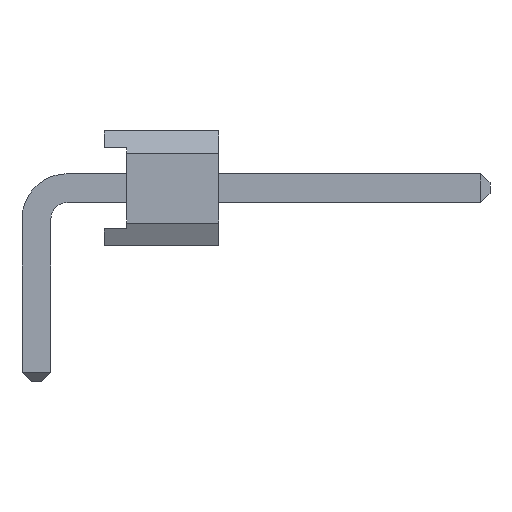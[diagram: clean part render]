
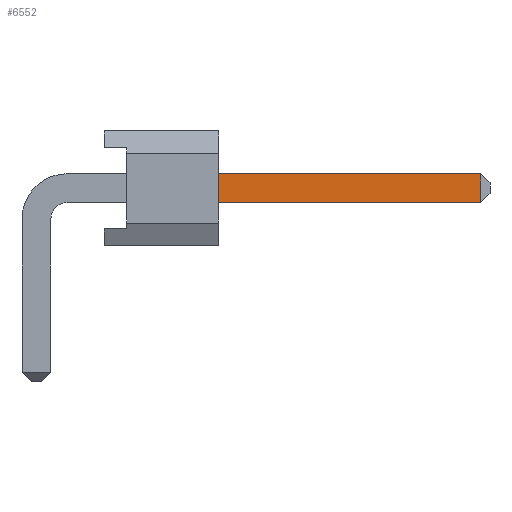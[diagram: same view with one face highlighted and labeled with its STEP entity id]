
A CAD part, front view. The second image highlights one B-rep face of the part: STEP entity #6552.
In plain terms, the highlighted face is planar.
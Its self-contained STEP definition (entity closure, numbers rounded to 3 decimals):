
#1140=ORIENTED_EDGE('',*,*,#1945,.T.);
#1141=ORIENTED_EDGE('',*,*,#1901,.F.);
#1142=ORIENTED_EDGE('',*,*,#1942,.T.);
#1143=ORIENTED_EDGE('',*,*,#1935,.T.);
#1901=EDGE_CURVE('',#2385,#2382,#2951,.T.);
#1935=EDGE_CURVE('',#2419,#2418,#2985,.T.);
#1942=EDGE_CURVE('',#2385,#2419,#2992,.T.);
#1945=EDGE_CURVE('',#2418,#2382,#2995,.T.);
#2382=VERTEX_POINT('',#9150);
#2385=VERTEX_POINT('',#9155);
#2418=VERTEX_POINT('',#9224);
#2419=VERTEX_POINT('',#9226);
#2951=LINE('',#9156,#3581);
#2985=LINE('',#9225,#3615);
#2992=LINE('',#9239,#3622);
#2995=LINE('',#9243,#3625);
#3581=VECTOR('',#7831,1000.);
#3615=VECTOR('',#7869,1000.);
#3622=VECTOR('',#7884,1000.);
#3625=VECTOR('',#7889,1000.);
#3950=EDGE_LOOP('',(#1140,#1141,#1142,#1143));
#4226=FACE_BOUND('',#3950,.T.);
#4470=PLANE('',#6851);
#6552=ADVANCED_FACE('',(#4226),#4470,.F.);
#6851=AXIS2_PLACEMENT_3D('',#9245,#7892,#7893);
#7831=DIRECTION('',(0.,-1.,0.));
#7869=DIRECTION('',(0.,-1.,0.));
#7884=DIRECTION('',(0.,0.,1.));
#7889=DIRECTION('',(0.,0.,-1.));
#7892=DIRECTION('',(-1.,0.,0.));
#7893=DIRECTION('',(0.,0.,1.));
#9150=CARTESIAN_POINT('',(9.21,-0.32,1.27));
#9155=CARTESIAN_POINT('',(9.21,0.32,1.27));
#9156=CARTESIAN_POINT('',(9.21,0.32,1.27));
#9224=CARTESIAN_POINT('',(9.21,-0.32,7.07));
#9225=CARTESIAN_POINT('',(9.21,0.68,7.07));
#9226=CARTESIAN_POINT('',(9.21,0.32,7.07));
#9239=CARTESIAN_POINT('',(9.21,0.32,-2.09));
#9243=CARTESIAN_POINT('',(9.21,-0.32,-2.09));
#9245=CARTESIAN_POINT('',(9.21,0.68,-2.09));
